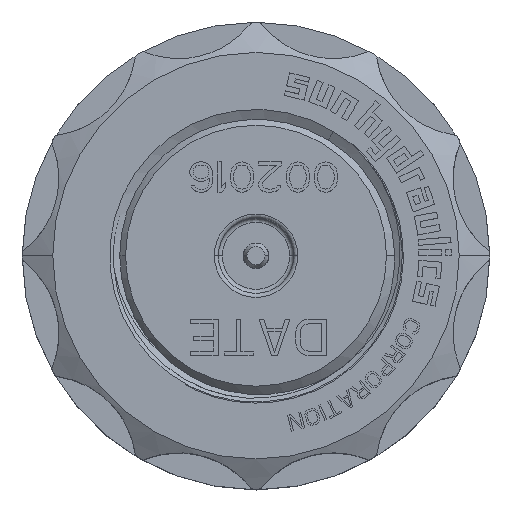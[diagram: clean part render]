
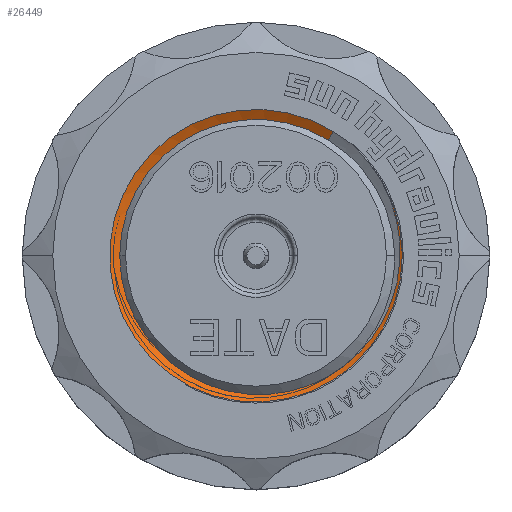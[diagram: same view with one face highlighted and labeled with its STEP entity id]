
A CAD part, top view. The second image highlights one B-rep face of the part: STEP entity #26449.
In plain terms, the highlighted conical face has half-angle 60 degrees and reference radius 8.83 mm.
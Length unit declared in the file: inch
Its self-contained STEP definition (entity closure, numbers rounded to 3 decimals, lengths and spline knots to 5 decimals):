
#172=CARTESIAN_POINT('',(0.27717,0.22974,6.856));
#174=CARTESIAN_POINT('',(0.19092,0.30521,6.856));
#3037=CARTESIAN_POINT('',(-0.2352,-0.23893,
6.84173));
#3039=CARTESIAN_POINT('',(0.,0.,6.84173));
#3040=DIRECTION('',(0.,0.,1.));
#3041=DIRECTION('',(-1.,0.,0.));
#3042=AXIS2_PLACEMENT_3D('',#3039,#3040,#3041);
#3092=CARTESIAN_POINT('',(-0.2352,-0.23893,
6.84173));
#3093=CARTESIAN_POINT('',(-0.23024,-0.24406,
6.84182));
#3094=CARTESIAN_POINT('',(-0.21997,-0.25402,
6.84202));
#3095=CARTESIAN_POINT('',(-0.20361,-0.26796,
6.84232));
#3096=CARTESIAN_POINT('',(-0.18639,-0.28084,
6.84262));
#3097=CARTESIAN_POINT('',(-0.16836,-0.2926,
6.84292));
#3098=CARTESIAN_POINT('',(-0.14958,-0.30321,
6.84322));
#3099=CARTESIAN_POINT('',(-0.13016,-0.3126,
6.84352));
#3100=CARTESIAN_POINT('',(-0.11014,-0.32076,
6.84382));
#3101=CARTESIAN_POINT('',(-0.08963,-0.32762,
6.84412));
#3102=CARTESIAN_POINT('',(-0.0687,-0.33317,
6.84442));
#3103=CARTESIAN_POINT('',(-0.04741,-0.33738,
6.84472));
#3104=CARTESIAN_POINT('',(-0.02591,-0.34023,
6.84502));
#3105=CARTESIAN_POINT('',(-0.00422,-0.3417,
6.84532));
#3106=CARTESIAN_POINT('',(0.01753,-0.3418,
6.84562));
#3107=CARTESIAN_POINT('',(0.03927,-0.34051,
6.84591));
#3108=CARTESIAN_POINT('',(0.06092,-0.33783,
6.84621));
#3109=CARTESIAN_POINT('',(0.08237,-0.33378,
6.84651));
#3110=CARTESIAN_POINT('',(0.10355,-0.32837,
6.84681));
#3111=CARTESIAN_POINT('',(0.12436,-0.32162,
6.84711));
#3112=CARTESIAN_POINT('',(0.14472,-0.31356,
6.84741));
#3113=CARTESIAN_POINT('',(0.16456,-0.3042,
6.8477));
#3114=CARTESIAN_POINT('',(0.18378,-0.2936,
6.848));
#3115=CARTESIAN_POINT('',(0.20231,-0.28179,
6.8483));
#3116=CARTESIAN_POINT('',(0.22008,-0.26881,
6.8486));
#3117=CARTESIAN_POINT('',(0.237,-0.25472,
6.84889));
#3118=CARTESIAN_POINT('',(0.25303,-0.23956,
6.84919));
#3119=CARTESIAN_POINT('',(0.26806,-0.22341,
6.84949));
#3120=CARTESIAN_POINT('',(0.28207,-0.20631,
6.84979));
#3121=CARTESIAN_POINT('',(0.29499,-0.18834,
6.85008));
#3122=CARTESIAN_POINT('',(0.30674,-0.16958,
6.85038));
#3123=CARTESIAN_POINT('',(0.31731,-0.15007,
6.85068));
#3124=CARTESIAN_POINT('',(0.32663,-0.12994,
6.85097));
#3125=CARTESIAN_POINT('',(0.33467,-0.10922,
6.85127));
#3126=CARTESIAN_POINT('',(0.34139,-0.088,
6.85157));
#3127=CARTESIAN_POINT('',(0.34677,-0.06641,
6.85186));
#3128=CARTESIAN_POINT('',(0.35078,-0.04446,
6.85216));
#3129=CARTESIAN_POINT('',(0.35339,-0.02231,
6.85245));
#3130=CARTESIAN_POINT('',(0.35461,0.00001,
6.85275));
#3131=CARTESIAN_POINT('',(0.35441,0.02238,
6.85305));
#3132=CARTESIAN_POINT('',(0.35281,0.0447,
6.85334));
#3133=CARTESIAN_POINT('',(0.3498,0.06694,
6.85364));
#3134=CARTESIAN_POINT('',(0.34539,0.08892,
6.85393));
#3135=CARTESIAN_POINT('',(0.3396,0.11064,
6.85423));
#3136=CARTESIAN_POINT('',(0.33245,0.13196,
6.85452));
#3137=CARTESIAN_POINT('',(0.32397,0.1528,
6.85482));
#3138=CARTESIAN_POINT('',(0.31416,0.17312,
6.85512));
#3139=CARTESIAN_POINT('',(0.30312,0.19276,
6.85541));
#3140=CARTESIAN_POINT('',(0.29082,0.21172,
6.85571));
#3141=CARTESIAN_POINT('',(0.28184,0.22383,
6.8559));
#3142=CARTESIAN_POINT('',(0.27717,0.22974,6.856));
#3144=CARTESIAN_POINT('',(0.,0.,6.856));
#3145=DIRECTION('',(0.,0.,-1.));
#3146=DIRECTION('',(0.77,0.638,0.));
#3147=AXIS2_PLACEMENT_3D('',#3144,#3145,#3146);
#3149=DIRECTION('',(0.459,0.734,0.5));
#3150=VECTOR('',#3149,0.02855);
#3151=CARTESIAN_POINT('',(0.1778,0.28425,
6.84173));
#3152=LINE('',#3151,#3150);
#3153=CARTESIAN_POINT('',(0.1778,0.28425,
6.84173));
#3178=CARTESIAN_POINT('',(0.,0.,6.84173));
#3179=DIRECTION('',(0.,0.,1.));
#3180=DIRECTION('',(0.53,0.848,0.));
#3181=AXIS2_PLACEMENT_3D('',#3178,#3179,#3180);
#21844=VERTEX_POINT('',#172);
#21845=VERTEX_POINT('',#174);
#23647=VERTEX_POINT('',#3153);
#23649=CARTESIAN_POINT('',(-0.33527,0.,6.84173));
#23650=VERTEX_POINT('',#23649);
#23652=VERTEX_POINT('',#3037);
#26435=CARTESIAN_POINT('',(0.,0.,6.84886));
#26436=DIRECTION('',(0.,0.,1.));
#26437=DIRECTION('',(-1.,0.,0.));
#26438=AXIS2_PLACEMENT_3D('',#26435,#26436,#26437);
#26439=CONICAL_SURFACE('',#26438,0.34764,60.);
#26441=ORIENTED_EDGE('',*,*,#26440,.T.);
#26442=ORIENTED_EDGE('',*,*,#26421,.T.);
#26443=ORIENTED_EDGE('',*,*,#26393,.T.);
#26444=ORIENTED_EDGE('',*,*,#24317,.T.);
#26446=ORIENTED_EDGE('',*,*,#26445,.F.);
#26447=EDGE_LOOP('',(#26441,#26442,#26443,#26444,#26446));
#26448=FACE_OUTER_BOUND('',#26447,.F.);
#26449=ADVANCED_FACE('',(#26448),#26439,.F.);
#3043=CIRCLE('',#3042,0.33527);
#3143=B_SPLINE_CURVE_WITH_KNOTS('',3,(#3092,#3093,#3094,#3095,#3096,#3097,#3098,
#3099,#3100,#3101,#3102,#3103,#3104,#3105,#3106,#3107,#3108,#3109,#3110,#3111,
#3112,#3113,#3114,#3115,#3116,#3117,#3118,#3119,#3120,#3121,#3122,#3123,#3124,
#3125,#3126,#3127,#3128,#3129,#3130,#3131,#3132,#3133,#3134,#3135,#3136,#3137,
#3138,#3139,#3140,#3141,#3142),.UNSPECIFIED.,.F.,.F.,(4,1,1,1,1,1,1,1,1,1,1,1,1,
1,1,1,1,1,1,1,1,1,1,1,1,1,1,1,1,1,1,1,1,1,1,1,1,1,1,1,1,1,1,1,1,1,1,1,4),(0.,
0.02083,0.04167,0.0625,0.08333,0.10417,
0.125,0.14583,0.16667,0.1875,0.20833,
0.22917,0.25,0.27083,0.29167,0.3125,
0.33333,0.35417,0.375,0.39583,0.41667,
0.4375,0.45833,0.47917,0.5,0.52083,
0.54167,0.5625,0.58333,0.60417,0.625,
0.64583,0.66667,0.6875,0.70833,
0.72917,0.75,0.77083,0.79167,0.8125,
0.83333,0.85417,0.875,0.89583,0.91667,
0.9375,0.95833,0.97917,1.),.UNSPECIFIED.);
#3148=CIRCLE('',#3147,0.36);
#3182=CIRCLE('',#3181,0.33527);
#24317=EDGE_CURVE('',#21844,#21845,#3148,.T.);
#26393=EDGE_CURVE('',#23652,#21844,#3143,.T.);
#26421=EDGE_CURVE('',#23650,#23652,#3043,.T.);
#26440=EDGE_CURVE('',#23647,#23650,#3182,.T.);
#26445=EDGE_CURVE('',#23647,#21845,#3152,.T.);
